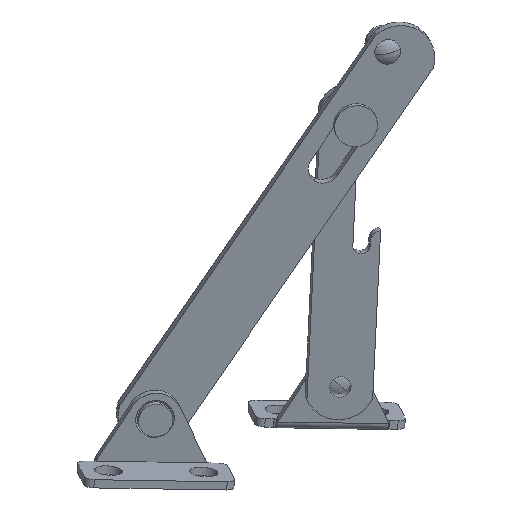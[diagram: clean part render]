
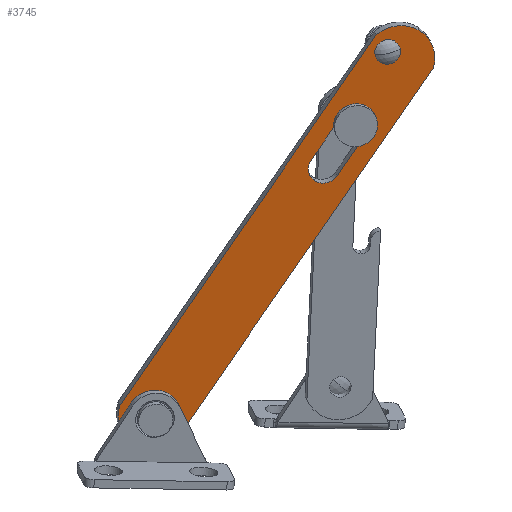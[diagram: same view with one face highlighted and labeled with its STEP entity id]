
A CAD part, front view. The second image highlights one B-rep face of the part: STEP entity #3745.
In plain terms, the highlighted planar face has unit normal (0.17, -0.926, -0.339).
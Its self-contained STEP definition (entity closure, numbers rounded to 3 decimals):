
#212 = CARTESIAN_POINT ( 'NONE',  ( 186.723, -98.612, 105.322 ) ) ;
#257 = ORIENTED_EDGE ( 'NONE', *, *, #3661, .T. ) ;
#613 = CARTESIAN_POINT ( 'NONE',  ( 125.354, -80.224, 24.293 ) ) ;
#627 = EDGE_LOOP ( 'NONE', ( #1690, #3953 ) ) ;
#630 = DIRECTION ( 'NONE',  ( -0.17, 0.926, 0.338 ) ) ;
#650 = CARTESIAN_POINT ( 'NONE',  ( 132.963, -78.002, 22.029 ) ) ;
#693 = DIRECTION ( 'NONE',  ( -0.558, 0.193, -0.807 ) ) ;
#710 = DIRECTION ( 'NONE',  ( -0.558, 0.193, -0.807 ) ) ;
#816 = CARTESIAN_POINT ( 'NONE',  ( 187.672, -98.94, 106.694 ) ) ;
#856 = CIRCLE ( 'NONE', #8066, 1.7 ) ;
#879 = EDGE_CURVE ( 'NONE', #1020, #1102, #6663, .T. ) ;
#884 = EDGE_CURVE ( 'NONE', #7098, #2943, #2852, .T. ) ;
#996 = VERTEX_POINT ( 'NONE', #5391 ) ;
#998 = DIRECTION ( 'NONE',  ( -0.17, 0.926, 0.338 ) ) ;
#1005 = VECTOR ( 'NONE', #1731, 1000. ) ;
#1020 = VERTEX_POINT ( 'NONE', #3078 ) ;
#1043 = DIRECTION ( 'NONE',  ( -0.17, 0.926, 0.338 ) ) ;
#1046 = CARTESIAN_POINT ( 'NONE',  ( 172.17, -91.551, 78.723 ) ) ;
#1051 = EDGE_LOOP ( 'NONE', ( #257, #3378 ) ) ;
#1053 = DIRECTION ( 'NONE',  ( -0.17, 0.926, 0.338 ) ) ;
#1102 = VERTEX_POINT ( 'NONE', #2507 ) ;
#1145 = VERTEX_POINT ( 'NONE', #8652 ) ;
#1161 = VERTEX_POINT ( 'NONE', #2596 ) ;
#1204 = EDGE_CURVE ( 'NONE', #1102, #7026, #4665, .T. ) ;
#1387 = ORIENTED_EDGE ( 'NONE', *, *, #1204, .F. ) ;
#1454 = VERTEX_POINT ( 'NONE', #7639 ) ;
#1621 = DIRECTION ( 'NONE',  ( -0.558, 0.193, -0.807 ) ) ;
#1628 = DIRECTION ( 'NONE',  ( -0.17, 0.926, 0.338 ) ) ;
#1677 = DIRECTION ( 'NONE',  ( -0.558, 0.193, -0.807 ) ) ;
#1690 = ORIENTED_EDGE ( 'NONE', *, *, #6830, .T. ) ;
#1731 = DIRECTION ( 'NONE',  ( -0.558, 0.193, -0.807 ) ) ;
#1787 = CIRCLE ( 'NONE', #4172, 3.7 ) ;
#1977 = EDGE_CURVE ( 'NONE', #2943, #996, #4387, .T. ) ;
#2081 = CARTESIAN_POINT ( 'NONE',  ( 189.316, -97.476, 103.516 ) ) ;
#2084 = CARTESIAN_POINT ( 'NONE',  ( 132.963, -78.002, 22.029 ) ) ;
#2096 = CARTESIAN_POINT ( 'NONE',  ( 193.965, -99.083, 110.238 ) ) ;
#2475 = EDGE_CURVE ( 'NONE', #7366, #1145, #856, .T. ) ;
#2480 = ORIENTED_EDGE ( 'NONE', *, *, #4507, .T. ) ;
#2507 = CARTESIAN_POINT ( 'NONE',  ( 125.354, -80.224, 24.293 ) ) ;
#2570 = CARTESIAN_POINT ( 'NONE',  ( 172.17, -91.551, 78.723 ) ) ;
#2596 = CARTESIAN_POINT ( 'NONE',  ( 176.197, -95.187, 90.682 ) ) ;
#2685 = EDGE_CURVE ( 'NONE', #3773, #1020, #3847, .T. ) ;
#2812 = DIRECTION ( 'NONE',  ( -0.558, 0.193, -0.807 ) ) ;
#2852 = CIRCLE ( 'NONE', #6220, 3.7 ) ;
#2914 = CIRCLE ( 'NONE', #7560, 1.7 ) ;
#2943 = VERTEX_POINT ( 'NONE', #6373 ) ;
#2998 = CARTESIAN_POINT ( 'NONE',  ( 182.208, -92.776, 87.102 ) ) ;
#3010 = ORIENTED_EDGE ( 'NONE', *, *, #6274, .T. ) ;
#3078 = CARTESIAN_POINT ( 'NONE',  ( 138.35, -75.012, 16.551 ) ) ;
#3084 = PLANE ( 'NONE',  #7747 ) ;
#3129 = FACE_OUTER_BOUND ( 'NONE', #6458, .T. ) ;
#3134 = DIRECTION ( 'NONE',  ( -0.558, 0.193, -0.807 ) ) ;
#3159 = EDGE_LOOP ( 'NONE', ( #3010, #2480, #5064, #7957, #4015 ) ) ;
#3226 = CARTESIAN_POINT ( 'NONE',  ( 184.113, -100.53, 109.26 ) ) ;
#3378 = ORIENTED_EDGE ( 'NONE', *, *, #4402, .T. ) ;
#3397 = AXIS2_PLACEMENT_3D ( 'NONE', #2084, #4761, #5595 ) ;
#3527 = LINE ( 'NONE', #8257, #5714 ) ;
#3603 = ORIENTED_EDGE ( 'NONE', *, *, #5039, .F. ) ;
#3647 = DIRECTION ( 'NONE',  ( -0.558, 0.193, -0.807 ) ) ;
#3661 = EDGE_CURVE ( 'NONE', #7117, #1454, #6897, .T. ) ;
#3688 = VECTOR ( 'NONE', #7359, 1000. ) ;
#3741 = FACE_BOUND ( 'NONE', #627, .T. ) ;
#3745 = ADVANCED_FACE ( 'NONE', ( #7667, #3741, #3129, #5814 ), #3084, .F. ) ;
#3773 = VERTEX_POINT ( 'NONE', #5202 ) ;
#3821 = CIRCLE ( 'NONE', #8626, 8.33 ) ;
#3847 = LINE ( 'NONE', #7765, #1005 ) ;
#3853 = VECTOR ( 'NONE', #3134, 1000. ) ;
#3953 = ORIENTED_EDGE ( 'NONE', *, *, #2475, .T. ) ;
#4015 = ORIENTED_EDGE ( 'NONE', *, *, #1977, .T. ) ;
#4074 = CARTESIAN_POINT ( 'NONE',  ( 133.147, -78.065, 22.295 ) ) ;
#4141 = DIRECTION ( 'NONE',  ( -0.17, 0.926, 0.338 ) ) ;
#4172 = AXIS2_PLACEMENT_3D ( 'NONE', #4570, #7831, #5839 ) ;
#4188 = DIRECTION ( 'NONE',  ( -0.558, 0.193, -0.807 ) ) ;
#4274 = LINE ( 'NONE', #2998, #3853 ) ;
#4387 = CIRCLE ( 'NONE', #7365, 3.7 ) ;
#4402 = EDGE_CURVE ( 'NONE', #1454, #7117, #7835, .T. ) ;
#4455 = CARTESIAN_POINT ( 'NONE',  ( 186.723, -98.612, 105.322 ) ) ;
#4507 = EDGE_CURVE ( 'NONE', #1161, #6883, #1787, .T. ) ;
#4570 = CARTESIAN_POINT ( 'NONE',  ( 179.203, -93.981, 88.892 ) ) ;
#4665 = LINE ( 'NONE', #613, #3688 ) ;
#4738 = VERTEX_POINT ( 'NONE', #2096 ) ;
#4752 = CARTESIAN_POINT ( 'NONE',  ( 134.359, -78.484, 24.046 ) ) ;
#4761 = DIRECTION ( 'NONE',  ( -0.17, 0.926, 0.338 ) ) ;
#4972 = ORIENTED_EDGE ( 'NONE', *, *, #7267, .F. ) ;
#5039 = EDGE_CURVE ( 'NONE', #7026, #4738, #3821, .T. ) ;
#5064 = ORIENTED_EDGE ( 'NONE', *, *, #6926, .T. ) ;
#5202 = CARTESIAN_POINT ( 'NONE',  ( 197.109, -95.318, 101.518 ) ) ;
#5391 = CARTESIAN_POINT ( 'NONE',  ( 169.165, -92.756, 80.514 ) ) ;
#5497 = CARTESIAN_POINT ( 'NONE',  ( 189.316, -97.476, 103.516 ) ) ;
#5527 = AXIS2_PLACEMENT_3D ( 'NONE', #4074, #630, #710 ) ;
#5595 = DIRECTION ( 'NONE',  ( -0.558, 0.193, -0.807 ) ) ;
#5714 = VECTOR ( 'NONE', #6916, 1000. ) ;
#5814 = FACE_BOUND ( 'NONE', #1051, .T. ) ;
#5839 = DIRECTION ( 'NONE',  ( 0.558, -0.193, 0.807 ) ) ;
#6028 = DIRECTION ( 'NONE',  ( -0.17, 0.926, 0.338 ) ) ;
#6090 = DIRECTION ( 'NONE',  ( -0.17, 0.926, 0.338 ) ) ;
#6096 = CIRCLE ( 'NONE', #8217, 8.33 ) ;
#6153 = ORIENTED_EDGE ( 'NONE', *, *, #879, .F. ) ;
#6220 = AXIS2_PLACEMENT_3D ( 'NONE', #2570, #6090, #8716 ) ;
#6274 = EDGE_CURVE ( 'NONE', #996, #1161, #3527, .T. ) ;
#6373 = CARTESIAN_POINT ( 'NONE',  ( 170.105, -90.837, 75.737 ) ) ;
#6423 = CARTESIAN_POINT ( 'NONE',  ( 133.147, -78.065, 22.295 ) ) ;
#6458 = EDGE_LOOP ( 'NONE', ( #6153, #7754, #4972, #3603, #1387 ) ) ;
#6663 = CIRCLE ( 'NONE', #5527, 8.33 ) ;
#6830 = EDGE_CURVE ( 'NONE', #1145, #7366, #2914, .T. ) ;
#6883 = VERTEX_POINT ( 'NONE', #8336 ) ;
#6897 = CIRCLE ( 'NONE', #3397, 2.5 ) ;
#6916 = DIRECTION ( 'NONE',  ( 0.558, -0.193, 0.807 ) ) ;
#6926 = EDGE_CURVE ( 'NONE', #6883, #7098, #4274, .T. ) ;
#7026 = VERTEX_POINT ( 'NONE', #3226 ) ;
#7098 = VERTEX_POINT ( 'NONE', #8428 ) ;
#7117 = VERTEX_POINT ( 'NONE', #4752 ) ;
#7144 = DIRECTION ( 'NONE',  ( -0.558, 0.193, -0.807 ) ) ;
#7267 = EDGE_CURVE ( 'NONE', #4738, #3773, #6096, .T. ) ;
#7359 = DIRECTION ( 'NONE',  ( 0.558, -0.193, 0.807 ) ) ;
#7365 = AXIS2_PLACEMENT_3D ( 'NONE', #1046, #998, #3647 ) ;
#7366 = VERTEX_POINT ( 'NONE', #816 ) ;
#7421 = AXIS2_PLACEMENT_3D ( 'NONE', #650, #6028, #693 ) ;
#7560 = AXIS2_PLACEMENT_3D ( 'NONE', #4455, #1053, #1677 ) ;
#7639 = CARTESIAN_POINT ( 'NONE',  ( 131.568, -77.519, 20.011 ) ) ;
#7667 = FACE_BOUND ( 'NONE', #3159, .T. ) ;
#7747 = AXIS2_PLACEMENT_3D ( 'NONE', #6423, #1628, #7144 ) ;
#7754 = ORIENTED_EDGE ( 'NONE', *, *, #2685, .F. ) ;
#7765 = CARTESIAN_POINT ( 'NONE',  ( 138.35, -75.012, 16.551 ) ) ;
#7831 = DIRECTION ( 'NONE',  ( -0.17, 0.926, 0.338 ) ) ;
#7835 = CIRCLE ( 'NONE', #7421, 2.5 ) ;
#7957 = ORIENTED_EDGE ( 'NONE', *, *, #884, .T. ) ;
#8066 = AXIS2_PLACEMENT_3D ( 'NONE', #212, #1043, #1621 ) ;
#8082 = DIRECTION ( 'NONE',  ( -0.17, 0.926, 0.338 ) ) ;
#8217 = AXIS2_PLACEMENT_3D ( 'NONE', #5497, #4141, #2812 ) ;
#8257 = CARTESIAN_POINT ( 'NONE',  ( 176.197, -95.187, 90.682 ) ) ;
#8336 = CARTESIAN_POINT ( 'NONE',  ( 182.208, -92.776, 87.102 ) ) ;
#8428 = CARTESIAN_POINT ( 'NONE',  ( 175.176, -90.346, 76.933 ) ) ;
#8626 = AXIS2_PLACEMENT_3D ( 'NONE', #2081, #8082, #4188 ) ;
#8652 = CARTESIAN_POINT ( 'NONE',  ( 185.774, -98.284, 103.95 ) ) ;
#8716 = DIRECTION ( 'NONE',  ( -0.558, 0.193, -0.807 ) ) ;
